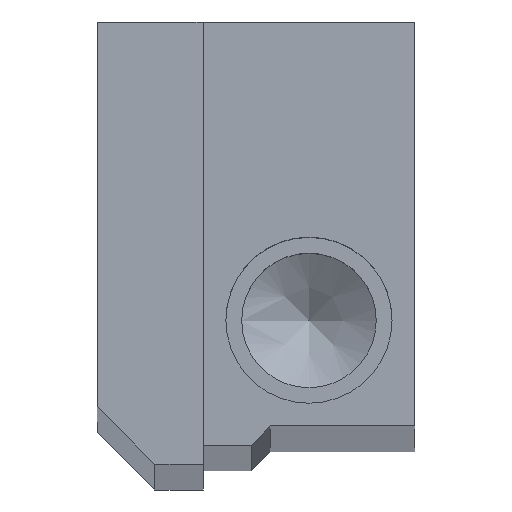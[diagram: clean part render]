
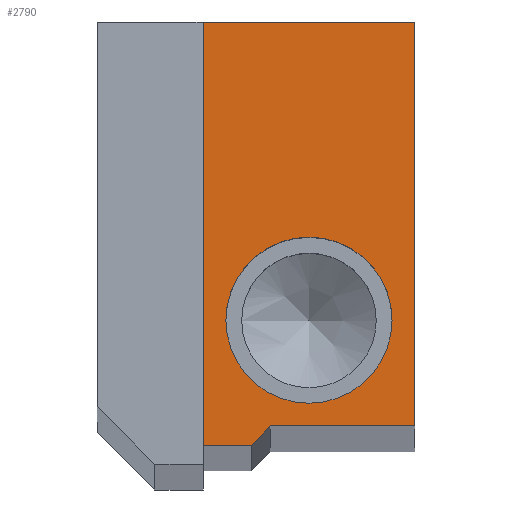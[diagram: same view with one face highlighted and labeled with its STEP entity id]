
A CAD part, top view. The second image highlights one B-rep face of the part: STEP entity #2790.
In plain terms, the highlighted planar face has unit normal (0, 0, 1).
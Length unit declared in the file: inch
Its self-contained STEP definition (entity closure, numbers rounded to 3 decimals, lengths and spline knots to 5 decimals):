
#722=CARTESIAN_POINT('',(0.583,0.03125,48.0));
#723=VERTEX_POINT('',#722);
#724=CARTESIAN_POINT('',(0.313,0.03125,48.0));
#725=DIRECTION('',(0.0,0.0,-1.0));
#726=DIRECTION('',(1.0,0.0,0.0));
#727=AXIS2_PLACEMENT_3D('',#724,#725,#726);
#728=CIRCLE('',#727,0.27);
#729=EDGE_CURVE('',#723,#723,#728,.T.);
#803=CARTESIAN_POINT('',(0.65675,1.0,48.0));
#804=VERTEX_POINT('',#803);
#805=CARTESIAN_POINT('',(0.65675,-0.3125,48.0));
#806=VERTEX_POINT('',#805);
#807=CARTESIAN_POINT('',(0.65675,1.0,48.0));
#808=DIRECTION('',(0.0,-1.0,0.0));
#809=VECTOR('',#808,1.3125);
#810=LINE('',#807,#809);
#811=EDGE_CURVE('',#804,#806,#810,.T.);
#2552=CARTESIAN_POINT('',(0.125,-0.375,48.0));
#2553=VERTEX_POINT('',#2552);
#2554=CARTESIAN_POINT('',(-0.03125,-0.375,48.0));
#2555=VERTEX_POINT('',#2554);
#2556=CARTESIAN_POINT('',(0.125,-0.375,48.0));
#2557=DIRECTION('',(-1.0,0.0,0.0));
#2558=VECTOR('',#2557,0.15625);
#2559=LINE('',#2556,#2558);
#2560=EDGE_CURVE('',#2553,#2555,#2559,.T.);
#2592=CARTESIAN_POINT('',(-0.03125,1.0,48.0));
#2593=VERTEX_POINT('',#2592);
#2594=CARTESIAN_POINT('',(-0.03125,-0.375,48.0));
#2595=DIRECTION('',(0.0,1.0,0.0));
#2596=VECTOR('',#2595,1.375);
#2597=LINE('',#2594,#2596);
#2598=EDGE_CURVE('',#2555,#2593,#2597,.T.);
#2704=CARTESIAN_POINT('',(-0.03125,1.0,48.0));
#2705=DIRECTION('',(1.0,0.0,0.0));
#2706=VECTOR('',#2705,0.688);
#2707=LINE('',#2704,#2706);
#2708=EDGE_CURVE('',#2593,#804,#2707,.T.);
#2726=CARTESIAN_POINT('',(0.1875,-0.3125,48.0));
#2727=VERTEX_POINT('',#2726);
#2728=CARTESIAN_POINT('',(0.65675,-0.3125,48.0));
#2729=DIRECTION('',(-1.0,0.0,0.0));
#2730=VECTOR('',#2729,0.46925);
#2731=LINE('',#2728,#2730);
#2732=EDGE_CURVE('',#806,#2727,#2731,.T.);
#2757=CARTESIAN_POINT('',(0.1875,-0.3125,48.0));
#2758=DIRECTION('',(-0.707,-0.707,0.0));
#2759=VECTOR('',#2758,0.08839);
#2760=LINE('',#2757,#2759);
#2761=EDGE_CURVE('',#2727,#2553,#2760,.T.);
#2774=CARTESIAN_POINT('',(0.3065,0.32602,48.0));
#2775=DIRECTION('',(0.0,0.0,1.0));
#2776=DIRECTION('',(1.0,0.0,0.0));
#2777=AXIS2_PLACEMENT_3D('',#2774,#2775,#2776);
#2778=PLANE('',#2777);
#2779=ORIENTED_EDGE('',*,*,#2560,.F.);
#2780=ORIENTED_EDGE('',*,*,#2761,.F.);
#2781=ORIENTED_EDGE('',*,*,#2732,.F.);
#2782=ORIENTED_EDGE('',*,*,#811,.F.);
#2783=ORIENTED_EDGE('',*,*,#2708,.F.);
#2784=ORIENTED_EDGE('',*,*,#2598,.F.);
#2785=EDGE_LOOP('',(#2779,#2780,#2781,#2782,#2783,#2784));
#2786=FACE_OUTER_BOUND('',#2785,.T.);
#2787=ORIENTED_EDGE('',*,*,#729,.T.);
#2788=EDGE_LOOP('',(#2787));
#2789=FACE_BOUND('',#2788,.T.);
#2790=ADVANCED_FACE('',(#2786,#2789),#2778,.T.);
